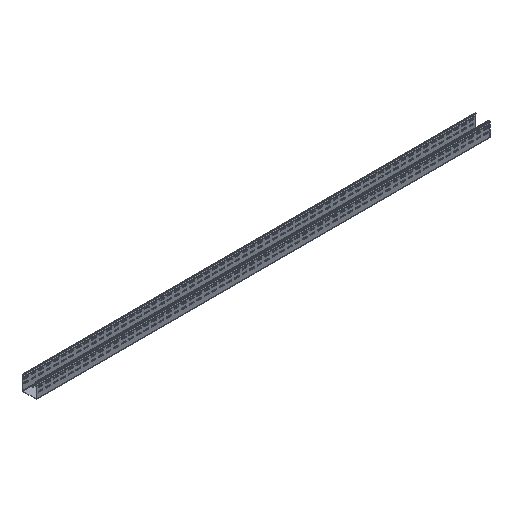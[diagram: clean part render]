
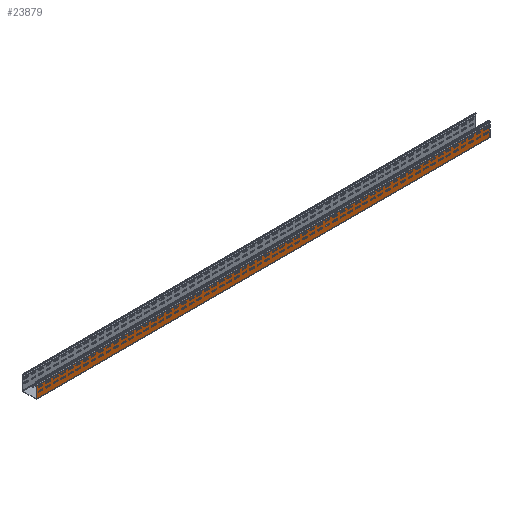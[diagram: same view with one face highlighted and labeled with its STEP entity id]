
A CAD part, isometric view. The second image highlights one B-rep face of the part: STEP entity #23879.
In plain terms, the highlighted planar face has unit normal (0, -1, 0).
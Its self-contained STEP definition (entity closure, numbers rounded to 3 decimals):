
#3027=PLANE('',#24957);
#4063=FACE_OUTER_BOUND('',#5099,.T.);
#5099=EDGE_LOOP('',(#20000,#20001,#20002,#20003));
#8079=LINE('',#35889,#10027);
#8106=LINE('',#35975,#10054);
#8123=LINE('',#36034,#10071);
#8131=LINE('',#36058,#10079);
#10027=VECTOR('',#27909,1.);
#10054=VECTOR('',#27982,1.);
#10071=VECTOR('',#28051,1.);
#10079=VECTOR('',#28079,1.);
#11978=VERTEX_POINT('',#35886);
#11979=VERTEX_POINT('',#35888);
#12015=VERTEX_POINT('',#35974);
#12031=VERTEX_POINT('',#36033);
#15868=EDGE_CURVE('',#11978,#11979,#8079,.T.);
#15911=EDGE_CURVE('',#11979,#12015,#8106,.T.);
#15941=EDGE_CURVE('',#12031,#12015,#8123,.F.);
#15954=EDGE_CURVE('',#11978,#12031,#8131,.T.);
#20000=ORIENTED_EDGE('',*,*,#15868,.F.);
#20001=ORIENTED_EDGE('',*,*,#15954,.T.);
#20002=ORIENTED_EDGE('',*,*,#15941,.T.);
#20003=ORIENTED_EDGE('',*,*,#15911,.F.);
#23879=ADVANCED_FACE('',(#4063),#3027,.T.);
#24957=AXIS2_PLACEMENT_3D('',#36090,#28118,#28119);
#27909=DIRECTION('',(1.,0.,0.));
#27982=DIRECTION('',(0.,0.,-1.));
#28051=DIRECTION('',(-1.,0.,0.));
#28079=DIRECTION('',(0.,0.,-1.));
#28118=DIRECTION('center_axis',(0.,-1.,0.));
#28119=DIRECTION('ref_axis',(0.,0.,-1.));
#35886=CARTESIAN_POINT('',(151.257,112.603,27.517));
#35888=CARTESIAN_POINT('',(3181.257,112.603,27.517));
#35889=CARTESIAN_POINT('',(1666.257,112.603,27.517));
#35974=CARTESIAN_POINT('',(3181.257,112.603,-46.));
#35975=CARTESIAN_POINT('',(3181.257,112.603,-9.242));
#36033=CARTESIAN_POINT('',(151.257,112.603,-46.));
#36034=CARTESIAN_POINT('',(1666.257,112.603,-46.));
#36058=CARTESIAN_POINT('',(151.257,112.603,-9.242));
#36090=CARTESIAN_POINT('Origin',(1666.257,112.603,3.5));
